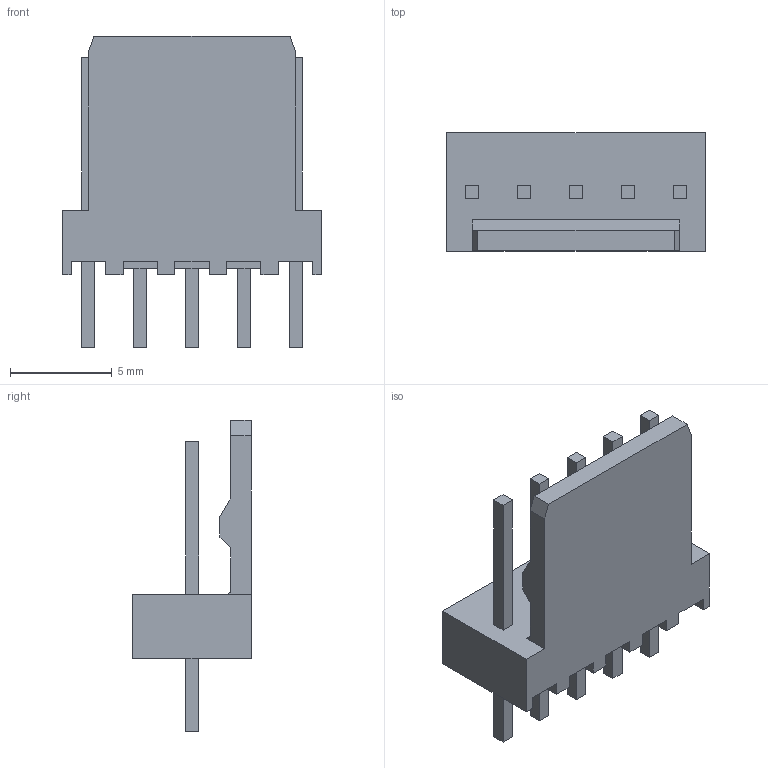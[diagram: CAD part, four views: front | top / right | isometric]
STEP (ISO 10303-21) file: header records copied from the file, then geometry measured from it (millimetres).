
FILE_DESCRIPTION(/* description */ (''),/* implementation_level */ '2;1');
FILE_NAME(/* name */ 'MOLEX_22-27-2051.stp',/* time_stamp */ '2016-12-21T18:11:00+01:00',/* author */ ('riccim'),/* organization */ (''),/* preprocessor_version */ 'ST-DEVELOPER v15.5',/* originating_system */ 'AutoCAD Mechanical',/* authorisation */ '');
FILE_SCHEMA (('AUTOMOTIVE_DESIGN { 1 0 10303 214 3 1 1 }'));
Length unit declared in the file: millimetre
Products named in the file (1): Product
Bounding box: 12.7 x 5.8 x 15.26 mm (x, y, z)
Volume: 324.5 mm3; surface area: 704.3 mm2
Topology: 6 solids, 6 shells, 111 faces, 297 edges, 198 vertices
Faces by surface type: plane 110, cylinder 1
Entity records: 3447 total; most frequent: CARTESIAN_POINT 607, ORIENTED_EDGE 594, DIRECTION 523, EDGE_CURVE 297, LINE 295, VECTOR 295, VERTEX_POINT 198, EDGE_LOOP 121
